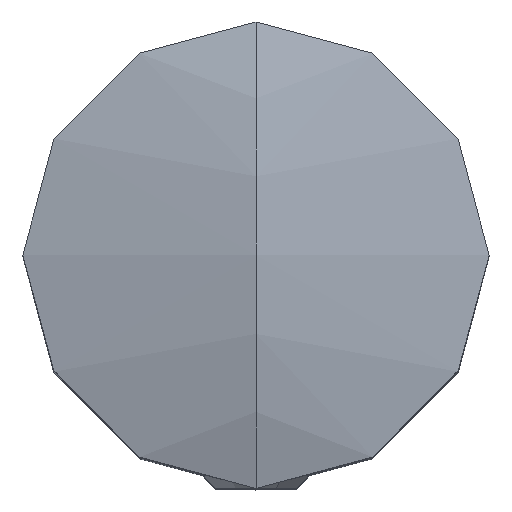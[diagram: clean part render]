
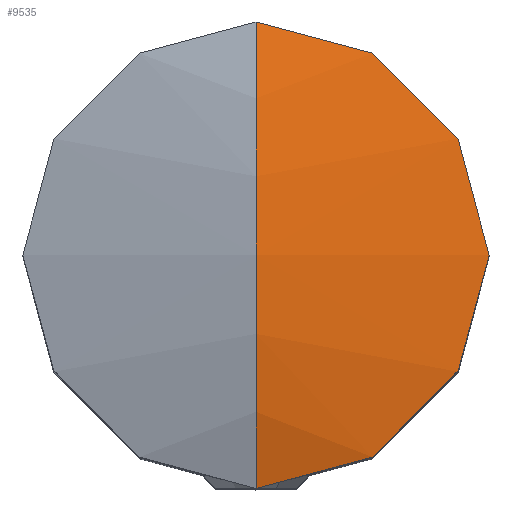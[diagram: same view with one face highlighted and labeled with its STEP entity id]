
A CAD part, top view. The second image highlights one B-rep face of the part: STEP entity #9535.
In plain terms, the highlighted spherical face has radius 37 mm.
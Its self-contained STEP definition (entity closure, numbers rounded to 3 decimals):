
#414 = EDGE_LOOP ( 'NONE', ( #10080, #784, #14441, #20503 ) ) ;
#784 = ORIENTED_EDGE ( 'NONE', *, *, #8239, .T. ) ;
#1027 = VERTEX_POINT ( 'NONE', #11098 ) ;
#2102 = CIRCLE ( 'NONE', #3968, 11. ) ;
#2804 = CIRCLE ( 'NONE', #13618, 37. ) ;
#3590 = CARTESIAN_POINT ( 'NONE',  ( 11., 0., 9.327 ) ) ;
#3600 = CARTESIAN_POINT ( 'NONE',  ( 0., 0., 9.327 ) ) ;
#3862 = DIRECTION ( 'NONE',  ( -1., 0., 0. ) ) ;
#3968 = AXIS2_PLACEMENT_3D ( 'NONE', #11330, #19294, #11398 ) ;
#4656 = EDGE_CURVE ( 'NONE', #17022, #1027, #2102, .T. ) ;
#4787 = FACE_OUTER_BOUND ( 'NONE', #414, .T. ) ;
#5361 = DIRECTION ( 'NONE',  ( 0., 1., 0. ) ) ;
#5774 = AXIS2_PLACEMENT_3D ( 'NONE', #11832, #10073, #5361 ) ;
#6292 = SPHERICAL_SURFACE ( 'NONE', #5774, 37. ) ;
#6363 = AXIS2_PLACEMENT_3D ( 'NONE', #8332, #3862, #16618 ) ;
#6404 = DIRECTION ( 'NONE',  ( 0., 1., 0. ) ) ;
#6551 = EDGE_CURVE ( 'NONE', #15245, #19144, #12867, .T. ) ;
#6792 = CARTESIAN_POINT ( 'NONE',  ( 0., 0., 11. ) ) ;
#8239 = EDGE_CURVE ( 'NONE', #15245, #1027, #2804, .T. ) ;
#8277 = DIRECTION ( 'NONE',  ( -1., 0., 0. ) ) ;
#8332 = CARTESIAN_POINT ( 'NONE',  ( 0., 0., -26. ) ) ;
#8418 = DIRECTION ( 'NONE',  ( 0., 0., -1. ) ) ;
#8984 = AXIS2_PLACEMENT_3D ( 'NONE', #3600, #8418, #8277 ) ;
#9535 = ADVANCED_FACE ( 'NONE', ( #4787 ), #6292, .T. ) ;
#9639 = DIRECTION ( 'NONE',  ( 1., 0., 0. ) ) ;
#10073 = DIRECTION ( 'NONE',  ( 1., 0., 0. ) ) ;
#10080 = ORIENTED_EDGE ( 'NONE', *, *, #6551, .F. ) ;
#10456 = EDGE_CURVE ( 'NONE', #19144, #17022, #12572, .T. ) ;
#11098 = CARTESIAN_POINT ( 'NONE',  ( 0., -11., 9.327 ) ) ;
#11330 = CARTESIAN_POINT ( 'NONE',  ( 0., 0., 9.327 ) ) ;
#11398 = DIRECTION ( 'NONE',  ( -1., 0., 0. ) ) ;
#11832 = CARTESIAN_POINT ( 'NONE',  ( 0., 0., -26. ) ) ;
#12572 = CIRCLE ( 'NONE', #8984, 11. ) ;
#12867 = CIRCLE ( 'NONE', #6363, 37. ) ;
#12967 = CARTESIAN_POINT ( 'NONE',  ( 0., 11., 9.327 ) ) ;
#13618 = AXIS2_PLACEMENT_3D ( 'NONE', #14343, #9639, #6404 ) ;
#14343 = CARTESIAN_POINT ( 'NONE',  ( 0., 0., -26. ) ) ;
#14441 = ORIENTED_EDGE ( 'NONE', *, *, #4656, .F. ) ;
#15245 = VERTEX_POINT ( 'NONE', #6792 ) ;
#16618 = DIRECTION ( 'NONE',  ( 0., 0., 1. ) ) ;
#17022 = VERTEX_POINT ( 'NONE', #3590 ) ;
#19144 = VERTEX_POINT ( 'NONE', #12967 ) ;
#19294 = DIRECTION ( 'NONE',  ( 0., 0., -1. ) ) ;
#20503 = ORIENTED_EDGE ( 'NONE', *, *, #10456, .F. ) ;
